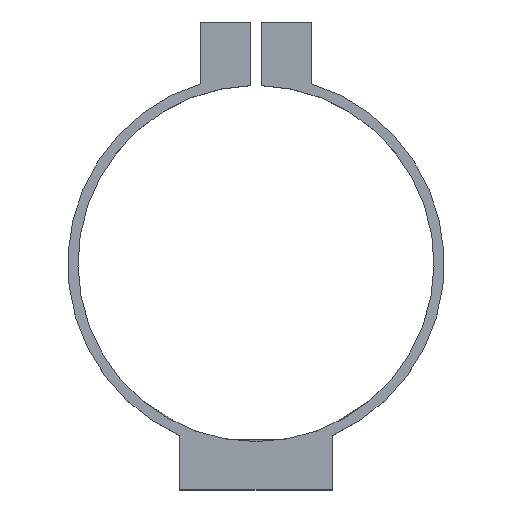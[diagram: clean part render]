
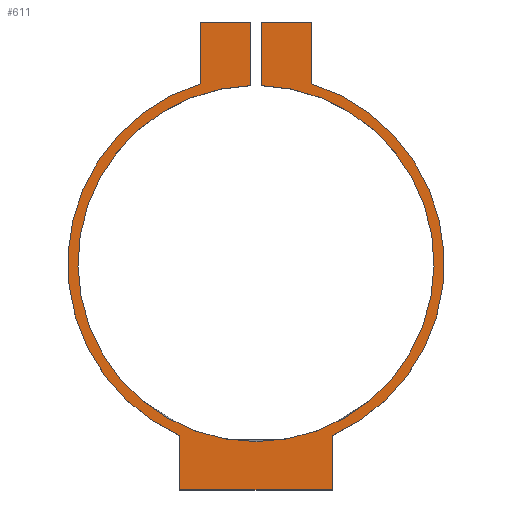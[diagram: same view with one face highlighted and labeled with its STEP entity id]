
A CAD part, top view. The second image highlights one B-rep face of the part: STEP entity #611.
In plain terms, the highlighted planar face has unit normal (0, 0, 1).
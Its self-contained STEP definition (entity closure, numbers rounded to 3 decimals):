
#38=CIRCLE('',#656,70.);
#43=CIRCLE('',#667,74.);
#44=CIRCLE('',#669,74.);
#80=FACE_OUTER_BOUND('',#122,.T.);
#122=EDGE_LOOP('',(#532,#533,#534,#535,#536,#537,#538,#539,#540,#541,#542,
#543));
#152=LINE('',#960,#210);
#156=LINE('',#969,#214);
#160=LINE('',#976,#218);
#168=LINE('',#1007,#226);
#171=LINE('',#1013,#229);
#174=LINE('',#1021,#232);
#177=LINE('',#1025,#235);
#179=LINE('',#1028,#237);
#181=LINE('',#1031,#239);
#210=VECTOR('',#787,10.);
#214=VECTOR('',#793,10.);
#218=VECTOR('',#799,10.);
#226=VECTOR('',#833,10.);
#229=VECTOR('',#838,10.);
#232=VECTOR('',#843,10.);
#235=VECTOR('',#848,10.);
#237=VECTOR('',#852,10.);
#239=VECTOR('',#856,10.);
#275=VERTEX_POINT('',#942);
#276=VERTEX_POINT('',#944);
#280=VERTEX_POINT('',#958);
#281=VERTEX_POINT('',#959);
#284=VERTEX_POINT('',#967);
#285=VERTEX_POINT('',#968);
#289=VERTEX_POINT('',#981);
#290=VERTEX_POINT('',#985);
#297=VERTEX_POINT('',#1005);
#299=VERTEX_POINT('',#1011);
#302=VERTEX_POINT('',#1018);
#303=VERTEX_POINT('',#1020);
#343=EDGE_CURVE('',#276,#275,#38,.T.);
#350=EDGE_CURVE('',#280,#281,#152,.T.);
#354=EDGE_CURVE('',#284,#285,#156,.T.);
#358=EDGE_CURVE('',#285,#280,#160,.T.);
#362=EDGE_CURVE('',#281,#289,#43,.T.);
#363=EDGE_CURVE('',#290,#284,#44,.T.);
#374=EDGE_CURVE('',#289,#297,#168,.T.);
#377=EDGE_CURVE('',#297,#299,#171,.T.);
#380=EDGE_CURVE('',#303,#302,#174,.T.);
#383=EDGE_CURVE('',#302,#290,#177,.T.);
#385=EDGE_CURVE('',#275,#303,#179,.T.);
#387=EDGE_CURVE('',#299,#276,#181,.T.);
#532=ORIENTED_EDGE('',*,*,#385,.T.);
#533=ORIENTED_EDGE('',*,*,#380,.T.);
#534=ORIENTED_EDGE('',*,*,#383,.T.);
#535=ORIENTED_EDGE('',*,*,#363,.T.);
#536=ORIENTED_EDGE('',*,*,#354,.T.);
#537=ORIENTED_EDGE('',*,*,#358,.T.);
#538=ORIENTED_EDGE('',*,*,#350,.T.);
#539=ORIENTED_EDGE('',*,*,#362,.T.);
#540=ORIENTED_EDGE('',*,*,#374,.T.);
#541=ORIENTED_EDGE('',*,*,#377,.T.);
#542=ORIENTED_EDGE('',*,*,#387,.T.);
#543=ORIENTED_EDGE('',*,*,#343,.T.);
#579=PLANE('',#683);
#611=ADVANCED_FACE('',(#80),#579,.T.);
#656=AXIS2_PLACEMENT_3D('',#945,#770,#771);
#667=AXIS2_PLACEMENT_3D('',#983,#806,#807);
#669=AXIS2_PLACEMENT_3D('',#986,#810,#811);
#683=AXIS2_PLACEMENT_3D('',#1032,#857,#858);
#770=DIRECTION('center_axis',(0.,0.,-1.));
#771=DIRECTION('ref_axis',(1.,0.,0.));
#787=DIRECTION('',(0.,1.,0.));
#793=DIRECTION('',(0.,-1.,0.));
#799=DIRECTION('',(1.,0.,0.));
#806=DIRECTION('center_axis',(0.,0.,1.));
#807=DIRECTION('ref_axis',(1.,0.,0.));
#810=DIRECTION('center_axis',(0.,0.,1.));
#811=DIRECTION('ref_axis',(1.,0.,0.));
#833=DIRECTION('',(0.,1.,0.));
#838=DIRECTION('',(-1.,0.,0.));
#843=DIRECTION('',(-1.,0.,0.));
#848=DIRECTION('',(0.,-1.,0.));
#852=DIRECTION('',(0.,1.,0.));
#856=DIRECTION('',(0.,-1.,0.));
#857=DIRECTION('center_axis',(0.,0.,1.));
#858=DIRECTION('ref_axis',(1.,0.,0.));
#942=CARTESIAN_POINT('',(-2.,69.971,20.));
#944=CARTESIAN_POINT('',(2.,69.971,20.));
#945=CARTESIAN_POINT('Origin',(0.,0.,20.));
#958=CARTESIAN_POINT('',(30.,-89.,20.));
#959=CARTESIAN_POINT('',(30.,-67.646,20.));
#960=CARTESIAN_POINT('',(30.,-89.,20.));
#967=CARTESIAN_POINT('',(-30.,-67.646,20.));
#968=CARTESIAN_POINT('',(-30.,-89.,20.));
#969=CARTESIAN_POINT('',(-30.,-59.,20.));
#976=CARTESIAN_POINT('',(-30.,-89.,20.));
#981=CARTESIAN_POINT('',(22.,70.654,20.));
#983=CARTESIAN_POINT('Origin',(0.,0.,20.));
#985=CARTESIAN_POINT('',(-22.,70.654,20.));
#986=CARTESIAN_POINT('Origin',(0.,0.,20.));
#1005=CARTESIAN_POINT('',(22.,94.971,20.));
#1007=CARTESIAN_POINT('',(22.,69.971,20.));
#1011=CARTESIAN_POINT('',(2.,94.971,20.));
#1013=CARTESIAN_POINT('',(22.,94.971,20.));
#1018=CARTESIAN_POINT('',(-22.,94.971,20.));
#1020=CARTESIAN_POINT('',(-2.,94.971,20.));
#1021=CARTESIAN_POINT('',(-22.,94.971,20.));
#1025=CARTESIAN_POINT('',(-22.,69.971,20.));
#1028=CARTESIAN_POINT('',(-2.,94.971,20.));
#1031=CARTESIAN_POINT('',(2.,94.971,20.));
#1032=CARTESIAN_POINT('Origin',(0.,0.,20.));
